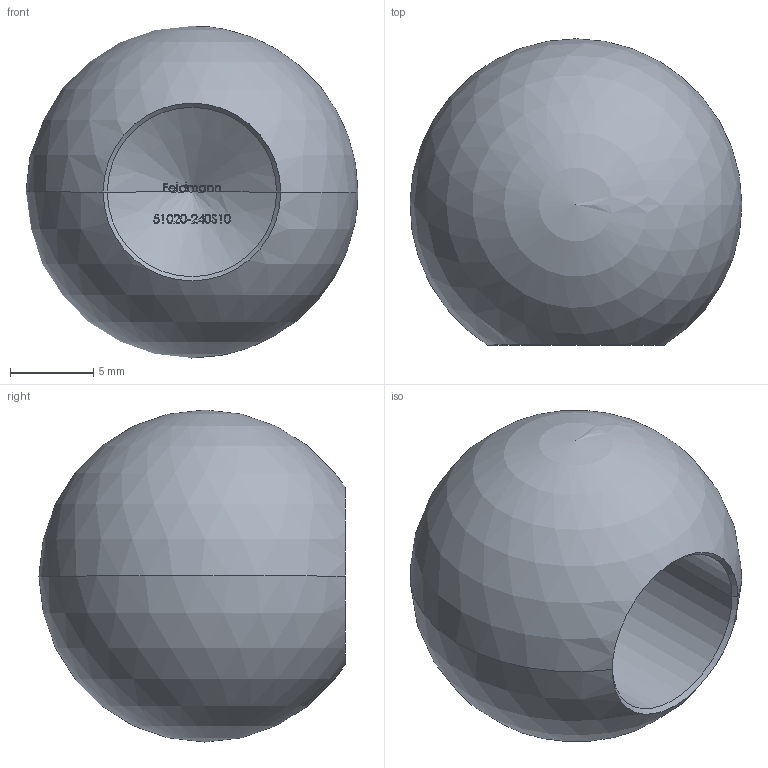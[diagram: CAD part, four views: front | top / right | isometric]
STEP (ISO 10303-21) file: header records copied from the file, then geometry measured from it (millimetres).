
FILE_DESCRIPTION (( 'STEP AP203' ), '1' );
FILE_NAME ('51020-240S10.step', '2019-03-29T09:41:46', ( '' ), ( '' ), 'SwSTEP 2.0', 'SolidWorks 2015', '' );
FILE_SCHEMA (( 'CONFIG_CONTROL_DESIGN' ));
Length unit declared in the file: millimetre
Products named in the file (1): 51020-240S10
Bounding box: 20 x 18.45 x 20 mm (x, y, z)
Volume: 3051.9 mm3; surface area: 1647.8 mm2
Topology: 1 solids, 1 shells, 265 faces, 710 edges, 463 vertices
Faces by surface type: bspline 119, plane 103, cone 39, cylinder 2, sphere 2
Entity records: 13464 total; most frequent: CARTESIAN_POINT 8016, ORIENTED_EDGE 1406, EDGE_CURVE 703, DIRECTION 575, VERTEX_POINT 460, B_SPLINE_CURVE_WITH_KNOTS 430, EDGE_LOOP 285, LINE 265
